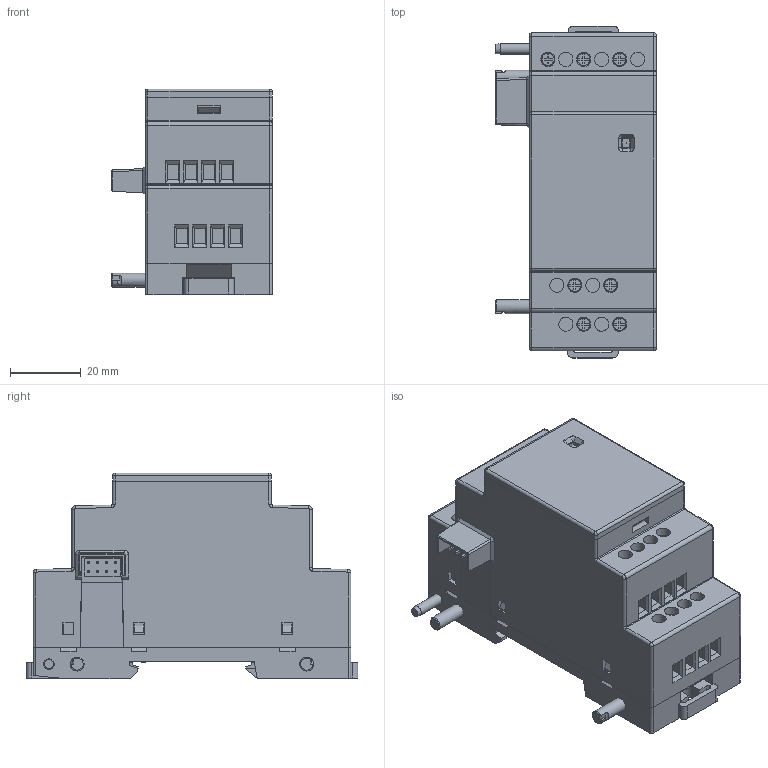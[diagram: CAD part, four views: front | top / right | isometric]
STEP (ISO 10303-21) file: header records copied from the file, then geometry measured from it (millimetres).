
FILE_DESCRIPTION(/* description */ ('Unknown'),/* implementation_level */ '2;1');
FILE_NAME(/* name */ '2M EXTN AC ASM 01.12.23',/* time_stamp */ '2023-12-01T18:12:32+06:00',/* author */ ('Unknown'),/* organization */ ('Unknown'),/* preprocessor_version */ 'ST-DEVELOPER v18.104',/* originating_system */ 'Solid Edge',/* authorisation */ 'Unknown');
FILE_SCHEMA (('AUTOMOTIVE_DESIGN {1 0 10303 214 3 1 1}'));
Length unit declared in the file: millimetre
Products named in the file (12): 2M EXTN AC ASM 01.12.23; 8F1760_HOUSING; 8F1686 REV 01 2M  FRONT PLATE OF EXTENSION UNIT OF GENIE PRO 05.09.22; 8F1682 REV 00 SIDE WINDOW FOR GENIE PRO 09.03; 1F1109_REV_02_DINRAIL_CLIP; J3; MJN010_REV00_PARTY_KAIFENG_JULY17; BOTTOM; J4; 8_PIN_RT_DOUBLE_ROW_male_P_2.54and_A_6.8pin_length__HEADER_18.11.21; J6; 53JN003__8_pin_RT_FEMALE_2.54_PITCH_8.5MM_HEIGHT_HEADER_14.12.21
Assembly tree (18 placements, depth 3):
  2M EXTN AC ASM 01.12.23
    8F1760_HOUSING
    8F1686 REV 01 2M  FRONT PLATE OF EXTENSION UNIT OF GENIE PRO 05.09.22
    8F1682 REV 00 SIDE WINDOW FOR GENIE PRO 09.03
    1F1109_REV_02_DINRAIL_CLIP  x2
    J3  x7
      MJN010_REV00_PARTY_KAIFENG_JULY17
    BOTTOM
    J4
      8_PIN_RT_DOUBLE_ROW_male_P_2.54and_A_6.8pin_length__HEADER_18.11.21
    J6
      53JN003__8_pin_RT_FEMALE_2.54_PITCH_8.5MM_HEIGHT_HEADER_14.12.21
Bounding box: 45.5 x 93.99 x 58.3 mm (x, y, z)
Volume: 145524.9 mm3; surface area: 48394.2 mm2
Topology: 16 solids, 21 shells, 1555 faces, 4083 edges, 2675 vertices
Faces by surface type: plane 1128, cylinder 342, bspline 33, cone 30, torus 18, sphere 4
Full cylindrical faces by diameter (mm): 0.069 x1, 0.1 x16, 0.113 x1, 0.19 x1, 0.2 x1, 1.9 x2, 3 x1, 3.2 x1, 3.5 x7, 3.9 x2, 4 x16
Entity records: 44837 total; most frequent: CARTESIAN_POINT 9353, ORIENTED_EDGE 6942, DIRECTION 6832, EDGE_CURVE 3471, LINE 2636, VECTOR 2636, VERTEX_POINT 2301, AXIS2_PLACEMENT_3D 2098
